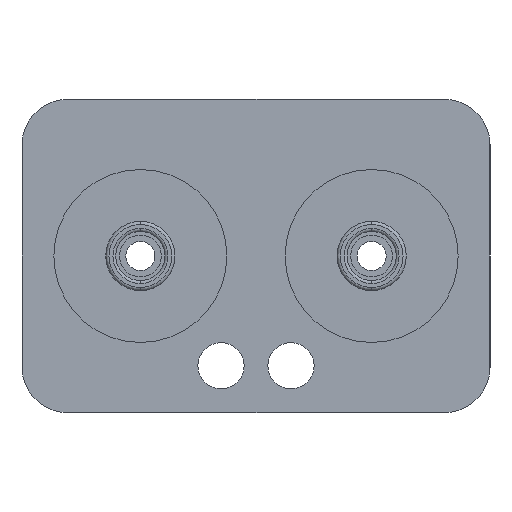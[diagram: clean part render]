
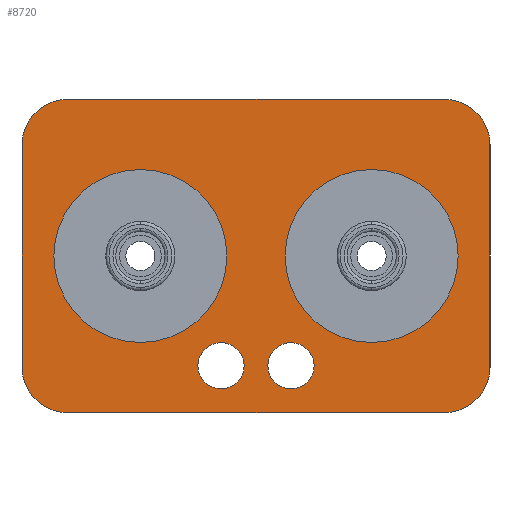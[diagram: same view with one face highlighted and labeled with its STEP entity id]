
A CAD part, left-side view. The second image highlights one B-rep face of the part: STEP entity #8720.
In plain terms, the highlighted planar face has unit normal (-1, 0, 0).
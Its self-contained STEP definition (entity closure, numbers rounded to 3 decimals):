
#144 = VECTOR ( 'NONE', #6896, 1000. ) ;
#261 = CARTESIAN_POINT ( 'NONE',  ( -78.23, -12.85, 0. ) ) ;
#426 = VERTEX_POINT ( 'NONE', #25783 ) ;
#506 = AXIS2_PLACEMENT_3D ( 'NONE', #18519, #13929, #29069 ) ;
#709 = EDGE_CURVE ( 'NONE', #4078, #9608, #17405, .T. ) ;
#978 = DIRECTION ( 'NONE',  ( -1., 0., 0. ) ) ;
#1400 = VERTEX_POINT ( 'NONE', #7412 ) ;
#1673 = DIRECTION ( 'NONE',  ( 0., 0., 1. ) ) ;
#1795 = ORIENTED_EDGE ( 'NONE', *, *, #13030, .F. ) ;
#1828 = AXIS2_PLACEMENT_3D ( 'NONE', #5804, #27906, #3649 ) ;
#2048 = AXIS2_PLACEMENT_3D ( 'NONE', #18804, #978, #14121 ) ;
#2385 = AXIS2_PLACEMENT_3D ( 'NONE', #2846, #13941, #16217 ) ;
#2451 = CARTESIAN_POINT ( 'NONE',  ( -78.23, -10.35, -8.6 ) ) ;
#2846 = CARTESIAN_POINT ( 'NONE',  ( -78.23, 6.35, 0. ) ) ;
#3289 = LINE ( 'NONE', #261, #144 ) ;
#3649 = DIRECTION ( 'NONE',  ( 0., 0., 1. ) ) ;
#3878 = EDGE_LOOP ( 'NONE', ( #18912, #19261 ) ) ;
#4078 = VERTEX_POINT ( 'NONE', #25793 ) ;
#4683 = AXIS2_PLACEMENT_3D ( 'NONE', #8028, #14935, #6059 ) ;
#5648 = VERTEX_POINT ( 'NONE', #21124 ) ;
#5804 = CARTESIAN_POINT ( 'NONE',  ( -78.23, -6.35, 0. ) ) ;
#6059 = DIRECTION ( 'NONE',  ( 0., 0., -1. ) ) ;
#6412 = DIRECTION ( 'NONE',  ( -1., 0., 0. ) ) ;
#6436 = ORIENTED_EDGE ( 'NONE', *, *, #18463, .T. ) ;
#6896 = DIRECTION ( 'NONE',  ( 0., 0., -1. ) ) ;
#7285 = AXIS2_PLACEMENT_3D ( 'NONE', #23375, #25540, #7637 ) ;
#7397 = EDGE_CURVE ( 'NONE', #18941, #426, #16193, .T. ) ;
#7412 = CARTESIAN_POINT ( 'NONE',  ( -78.23, 6.35, -4.75 ) ) ;
#7637 = DIRECTION ( 'NONE',  ( 0., 0., 1. ) ) ;
#7707 = VERTEX_POINT ( 'NONE', #2451 ) ;
#7988 = ORIENTED_EDGE ( 'NONE', *, *, #14533, .F. ) ;
#8028 = CARTESIAN_POINT ( 'NONE',  ( -78.23, -1.92, -6.03 ) ) ;
#8163 = DIRECTION ( 'NONE',  ( 0., 0., 1. ) ) ;
#8174 = VECTOR ( 'NONE', #13222, 1000. ) ;
#8361 = FACE_BOUND ( 'NONE', #10828, .T. ) ;
#8415 = CARTESIAN_POINT ( 'NONE',  ( -78.23, -1.92, -6.03 ) ) ;
#8566 = AXIS2_PLACEMENT_3D ( 'NONE', #12777, #28673, #1673 ) ;
#8690 = DIRECTION ( 'NONE',  ( 0., 0., 1. ) ) ;
#8720 = ADVANCED_FACE ( 'NONE', ( #25160, #18208, #17857, #15770, #8361 ), #9815, .T. ) ;
#8862 = ORIENTED_EDGE ( 'NONE', *, *, #21268, .F. ) ;
#9019 = DIRECTION ( 'NONE',  ( 0., 0., 1. ) ) ;
#9185 = CIRCLE ( 'NONE', #23747, 2.5 ) ;
#9442 = CARTESIAN_POINT ( 'NONE',  ( -78.23, 1.92, -4.76 ) ) ;
#9514 = EDGE_LOOP ( 'NONE', ( #6436, #14777 ) ) ;
#9575 = ORIENTED_EDGE ( 'NONE', *, *, #25590, .T. ) ;
#9576 = AXIS2_PLACEMENT_3D ( 'NONE', #12668, #25825, #12474 ) ;
#9608 = VERTEX_POINT ( 'NONE', #18156 ) ;
#9815 = PLANE ( 'NONE',  #2048 ) ;
#9820 = CIRCLE ( 'NONE', #506, 2.5 ) ;
#10072 = EDGE_CURVE ( 'NONE', #426, #18941, #12188, .T. ) ;
#10741 = CIRCLE ( 'NONE', #4683, 1.27 ) ;
#10828 = EDGE_LOOP ( 'NONE', ( #24310, #16891 ) ) ;
#11003 = CARTESIAN_POINT ( 'NONE',  ( -78.23, 1.92, -6.03 ) ) ;
#11161 = CARTESIAN_POINT ( 'NONE',  ( -78.23, 12.85, -8.6 ) ) ;
#11570 = CARTESIAN_POINT ( 'NONE',  ( -78.23, -1.92, -4.76 ) ) ;
#11577 = EDGE_LOOP ( 'NONE', ( #24615, #9575, #27438, #12325, #8862, #12842, #7988, #12323 ) ) ;
#12150 = VERTEX_POINT ( 'NONE', #24950 ) ;
#12188 = CIRCLE ( 'NONE', #27353, 4.75 ) ;
#12323 = ORIENTED_EDGE ( 'NONE', *, *, #28735, .T. ) ;
#12325 = ORIENTED_EDGE ( 'NONE', *, *, #25763, .T. ) ;
#12364 = CARTESIAN_POINT ( 'NONE',  ( -78.23, -1.92, -7.3 ) ) ;
#12447 = ORIENTED_EDGE ( 'NONE', *, *, #23178, .F. ) ;
#12474 = DIRECTION ( 'NONE',  ( 0., 0., 1. ) ) ;
#12668 = CARTESIAN_POINT ( 'NONE',  ( -78.23, 10.35, 6.1 ) ) ;
#12770 = DIRECTION ( 'NONE',  ( -1., 0., 0. ) ) ;
#12776 = LINE ( 'NONE', #15586, #8174 ) ;
#12777 = CARTESIAN_POINT ( 'NONE',  ( -78.23, 10.35, -6.1 ) ) ;
#12842 = ORIENTED_EDGE ( 'NONE', *, *, #15701, .T. ) ;
#13030 = EDGE_CURVE ( 'NONE', #5648, #13352, #13885, .T. ) ;
#13222 = DIRECTION ( 'NONE',  ( 0., -1., 0. ) ) ;
#13247 = DIRECTION ( 'NONE',  ( 0., 0., 1. ) ) ;
#13352 = VERTEX_POINT ( 'NONE', #9442 ) ;
#13848 = VERTEX_POINT ( 'NONE', #11570 ) ;
#13865 = CARTESIAN_POINT ( 'NONE',  ( -78.23, 12.85, 0. ) ) ;
#13885 = CIRCLE ( 'NONE', #28343, 1.27 ) ;
#13929 = DIRECTION ( 'NONE',  ( -1., 0., 0. ) ) ;
#13941 = DIRECTION ( 'NONE',  ( 1., 0., 0. ) ) ;
#14121 = DIRECTION ( 'NONE',  ( 0., 0., 1. ) ) ;
#14173 = LINE ( 'NONE', #11161, #23909 ) ;
#14514 = EDGE_CURVE ( 'NONE', #22004, #7707, #14173, .T. ) ;
#14533 = EDGE_CURVE ( 'NONE', #20834, #26817, #12776, .T. ) ;
#14777 = ORIENTED_EDGE ( 'NONE', *, *, #24425, .T. ) ;
#14932 = DIRECTION ( 'NONE',  ( 0., 0., -1. ) ) ;
#14935 = DIRECTION ( 'NONE',  ( -1., 0., 0. ) ) ;
#15054 = CIRCLE ( 'NONE', #2385, 4.75 ) ;
#15586 = CARTESIAN_POINT ( 'NONE',  ( -78.23, 12.85, 8.6 ) ) ;
#15628 = CARTESIAN_POINT ( 'NONE',  ( -78.23, -10.35, 8.6 ) ) ;
#15701 = EDGE_CURVE ( 'NONE', #12150, #26817, #9185, .T. ) ;
#15770 = FACE_BOUND ( 'NONE', #3878, .T. ) ;
#16010 = VECTOR ( 'NONE', #27303, 1000. ) ;
#16193 = CIRCLE ( 'NONE', #1828, 4.75 ) ;
#16217 = DIRECTION ( 'NONE',  ( 0., 0., 1. ) ) ;
#16543 = CIRCLE ( 'NONE', #7285, 4.75 ) ;
#16891 = ORIENTED_EDGE ( 'NONE', *, *, #20164, .F. ) ;
#17249 = CIRCLE ( 'NONE', #9576, 2.5 ) ;
#17275 = CARTESIAN_POINT ( 'NONE',  ( -78.23, -6.35, -4.75 ) ) ;
#17405 = LINE ( 'NONE', #13865, #16010 ) ;
#17675 = CARTESIAN_POINT ( 'NONE',  ( -78.23, 10.35, -8.6 ) ) ;
#17857 = FACE_BOUND ( 'NONE', #9514, .T. ) ;
#18156 = CARTESIAN_POINT ( 'NONE',  ( -78.23, 12.85, -6.1 ) ) ;
#18208 = FACE_BOUND ( 'NONE', #20086, .T. ) ;
#18463 = EDGE_CURVE ( 'NONE', #20073, #1400, #15054, .T. ) ;
#18519 = CARTESIAN_POINT ( 'NONE',  ( -78.23, -10.35, -6.1 ) ) ;
#18804 = CARTESIAN_POINT ( 'NONE',  ( -78.23, 12.85, 0. ) ) ;
#18827 = EDGE_CURVE ( 'NONE', #28694, #13848, #19222, .T. ) ;
#18912 = ORIENTED_EDGE ( 'NONE', *, *, #7397, .F. ) ;
#18934 = CIRCLE ( 'NONE', #8566, 2.5 ) ;
#18941 = VERTEX_POINT ( 'NONE', #17275 ) ;
#19222 = CIRCLE ( 'NONE', #26769, 1.27 ) ;
#19261 = ORIENTED_EDGE ( 'NONE', *, *, #10072, .F. ) ;
#19857 = CARTESIAN_POINT ( 'NONE',  ( -78.23, -10.35, 6.1 ) ) ;
#20073 = VERTEX_POINT ( 'NONE', #23369 ) ;
#20086 = EDGE_LOOP ( 'NONE', ( #12447, #1795 ) ) ;
#20164 = EDGE_CURVE ( 'NONE', #13848, #28694, #10741, .T. ) ;
#20834 = VERTEX_POINT ( 'NONE', #21135 ) ;
#21124 = CARTESIAN_POINT ( 'NONE',  ( -78.23, 1.92, -7.3 ) ) ;
#21135 = CARTESIAN_POINT ( 'NONE',  ( -78.23, 10.35, 8.6 ) ) ;
#21268 = EDGE_CURVE ( 'NONE', #12150, #22018, #3289, .T. ) ;
#21581 = DIRECTION ( 'NONE',  ( -1., 0., 0. ) ) ;
#22004 = VERTEX_POINT ( 'NONE', #17675 ) ;
#22018 = VERTEX_POINT ( 'NONE', #28807 ) ;
#22313 = DIRECTION ( 'NONE',  ( -1., 0., 0. ) ) ;
#23178 = EDGE_CURVE ( 'NONE', #13352, #5648, #27392, .T. ) ;
#23369 = CARTESIAN_POINT ( 'NONE',  ( -78.23, 6.35, 4.75 ) ) ;
#23375 = CARTESIAN_POINT ( 'NONE',  ( -78.23, 6.35, 0. ) ) ;
#23747 = AXIS2_PLACEMENT_3D ( 'NONE', #19857, #6412, #8690 ) ;
#23812 = CARTESIAN_POINT ( 'NONE',  ( -78.23, 1.92, -6.03 ) ) ;
#23909 = VECTOR ( 'NONE', #26763, 1000. ) ;
#24310 = ORIENTED_EDGE ( 'NONE', *, *, #18827, .F. ) ;
#24425 = EDGE_CURVE ( 'NONE', #1400, #20073, #16543, .T. ) ;
#24456 = CARTESIAN_POINT ( 'NONE',  ( -78.23, -6.35, 0. ) ) ;
#24615 = ORIENTED_EDGE ( 'NONE', *, *, #709, .T. ) ;
#24950 = CARTESIAN_POINT ( 'NONE',  ( -78.23, -12.85, 6.1 ) ) ;
#25160 = FACE_OUTER_BOUND ( 'NONE', #11577, .T. ) ;
#25540 = DIRECTION ( 'NONE',  ( 1., 0., 0. ) ) ;
#25590 = EDGE_CURVE ( 'NONE', #9608, #22004, #18934, .T. ) ;
#25763 = EDGE_CURVE ( 'NONE', #7707, #22018, #9820, .T. ) ;
#25783 = CARTESIAN_POINT ( 'NONE',  ( -78.23, -6.35, 4.75 ) ) ;
#25793 = CARTESIAN_POINT ( 'NONE',  ( -78.23, 12.85, 6.1 ) ) ;
#25825 = DIRECTION ( 'NONE',  ( -1., 0., 0. ) ) ;
#26763 = DIRECTION ( 'NONE',  ( 0., -1., 0. ) ) ;
#26769 = AXIS2_PLACEMENT_3D ( 'NONE', #8415, #12770, #14932 ) ;
#26817 = VERTEX_POINT ( 'NONE', #15628 ) ;
#27303 = DIRECTION ( 'NONE',  ( 0., 0., -1. ) ) ;
#27353 = AXIS2_PLACEMENT_3D ( 'NONE', #24456, #22313, #9019 ) ;
#27392 = CIRCLE ( 'NONE', #28235, 1.27 ) ;
#27438 = ORIENTED_EDGE ( 'NONE', *, *, #14514, .T. ) ;
#27906 = DIRECTION ( 'NONE',  ( -1., 0., 0. ) ) ;
#28235 = AXIS2_PLACEMENT_3D ( 'NONE', #11003, #29067, #13247 ) ;
#28343 = AXIS2_PLACEMENT_3D ( 'NONE', #23812, #21581, #8163 ) ;
#28673 = DIRECTION ( 'NONE',  ( -1., 0., 0. ) ) ;
#28694 = VERTEX_POINT ( 'NONE', #12364 ) ;
#28735 = EDGE_CURVE ( 'NONE', #20834, #4078, #17249, .T. ) ;
#28807 = CARTESIAN_POINT ( 'NONE',  ( -78.23, -12.85, -6.1 ) ) ;
#29067 = DIRECTION ( 'NONE',  ( -1., 0., 0. ) ) ;
#29069 = DIRECTION ( 'NONE',  ( 0., 0., 1. ) ) ;
